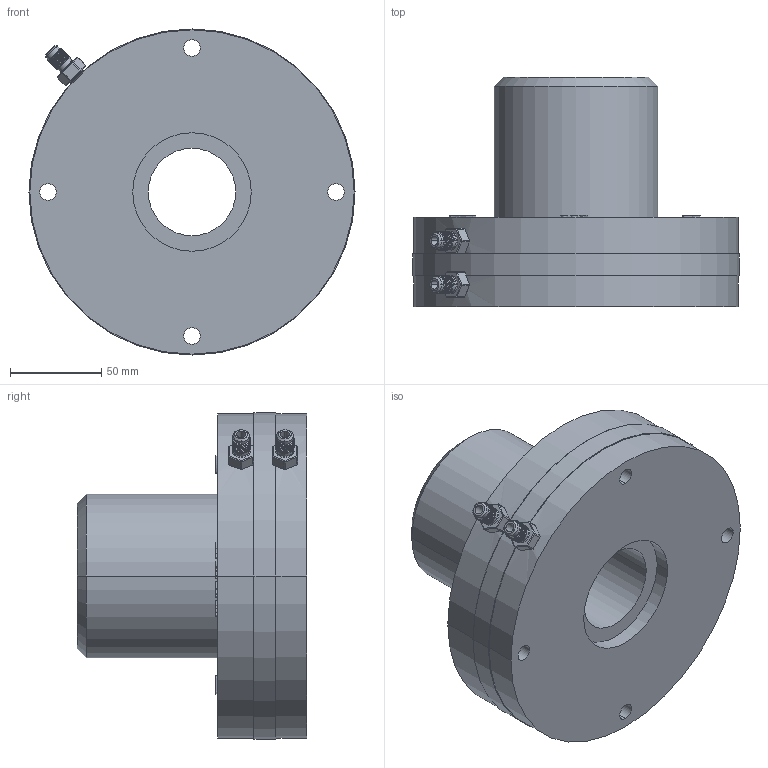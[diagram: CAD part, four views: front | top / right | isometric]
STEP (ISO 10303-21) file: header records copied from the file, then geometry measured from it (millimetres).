
FILE_DESCRIPTION (( 'STEP AP214' ), '1' );
FILE_NAME ('DAS-16C.STEP', '2023-09-05T05:42:17', ( '' ), ( '' ), 'SwSTEP 2.0', 'SolidWorks 2023', '' );
FILE_SCHEMA (( 'AUTOMOTIVE_DESIGN' ));
Length unit declared in the file: millimetre
Products named in the file (3): 台湾气嘴; DAS-16C
Assembly tree (3 placements, depth 2):
  DAS-16C
    DAS-16C
    台湾气嘴  x2
Bounding box: 179 x 126 x 179 mm (x, y, z)
Volume: 1447395 mm3; surface area: 127085.7 mm2
Topology: 32 solids, 32 shells, 976 faces, 2654 edges, 1750 vertices
Faces by surface type: plane 566, bspline 264, cylinder 118, cone 28
Entity records: 50220 total; most frequent: CARTESIAN_POINT 20938, ORIENTED_EDGE 4828, DIRECTION 3194, EDGE_CURVE 2414, VECTOR 1736, LINE 1736, VERTEX_POINT 1601, EDGE_LOOP 951
